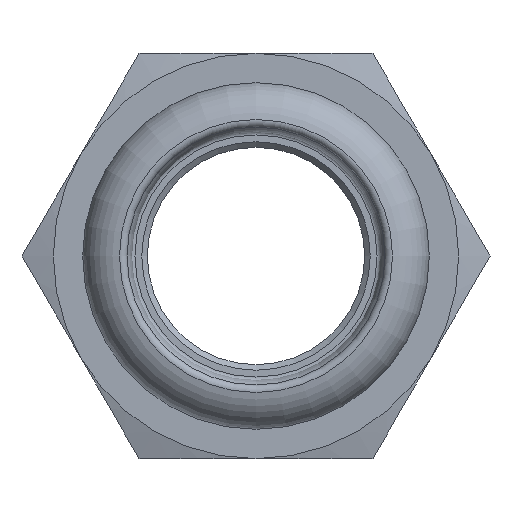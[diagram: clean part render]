
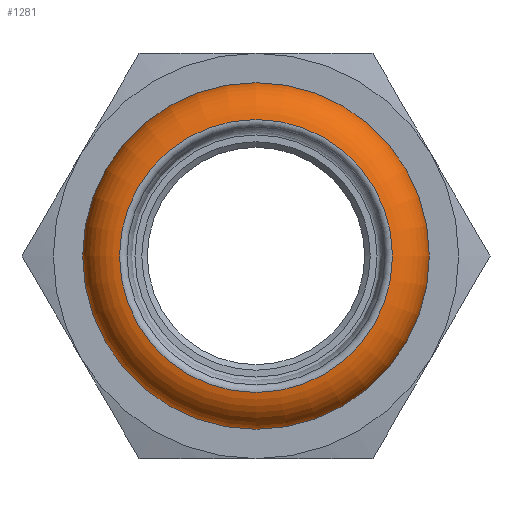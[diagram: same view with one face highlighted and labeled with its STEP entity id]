
A CAD part, front view. The second image highlights one B-rep face of the part: STEP entity #1281.
In plain terms, the highlighted toroidal (fillet/blend) face has major radius 11.646 mm and minor radius 3.759 mm.
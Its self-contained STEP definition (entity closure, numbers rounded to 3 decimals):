
#139=TOROIDAL_SURFACE('',#1393,11.646,3.759);
#149=FACE_OUTER_BOUND('',#234,.T.);
#234=EDGE_LOOP('',(#870,#871,#872,#873,#874,#875));
#412=CIRCLE('',#1394,12.65);
#413=CIRCLE('',#1395,12.65);
#414=CIRCLE('',#1396,3.759);
#415=CIRCLE('',#1397,12.127);
#416=CIRCLE('',#1398,12.127);
#529=VERTEX_POINT('',#2051);
#530=VERTEX_POINT('',#2052);
#531=VERTEX_POINT('',#2055);
#532=VERTEX_POINT('',#2057);
#662=EDGE_CURVE('',#529,#530,#412,.T.);
#663=EDGE_CURVE('',#530,#529,#413,.T.);
#664=EDGE_CURVE('',#530,#531,#414,.T.);
#665=EDGE_CURVE('',#531,#532,#415,.T.);
#666=EDGE_CURVE('',#532,#531,#416,.T.);
#870=ORIENTED_EDGE('',*,*,#662,.F.);
#871=ORIENTED_EDGE('',*,*,#663,.F.);
#872=ORIENTED_EDGE('',*,*,#664,.T.);
#873=ORIENTED_EDGE('',*,*,#665,.T.);
#874=ORIENTED_EDGE('',*,*,#666,.T.);
#875=ORIENTED_EDGE('',*,*,#664,.F.);
#1281=ADVANCED_FACE('',(#149),#139,.T.);
#1393=AXIS2_PLACEMENT_3D('',#2050,#1608,#1609);
#1394=AXIS2_PLACEMENT_3D('',#2053,#1610,#1611);
#1395=AXIS2_PLACEMENT_3D('',#2054,#1612,#1613);
#1396=AXIS2_PLACEMENT_3D('',#2056,#1614,#1615);
#1397=AXIS2_PLACEMENT_3D('',#2058,#1616,#1617);
#1398=AXIS2_PLACEMENT_3D('',#2059,#1618,#1619);
#1608=DIRECTION('center_axis',(0.,1.,0.));
#1609=DIRECTION('ref_axis',(0.,0.,1.));
#1610=DIRECTION('center_axis',(0.,1.,0.));
#1611=DIRECTION('ref_axis',(0.,0.,1.));
#1612=DIRECTION('center_axis',(0.,1.,0.));
#1613=DIRECTION('ref_axis',(0.,0.,1.));
#1614=DIRECTION('center_axis',(-1.,0.,0.));
#1615=DIRECTION('ref_axis',(0.,0.,-1.));
#1616=DIRECTION('center_axis',(0.,1.,0.));
#1617=DIRECTION('ref_axis',(0.,0.,1.));
#1618=DIRECTION('center_axis',(0.,1.,0.));
#1619=DIRECTION('ref_axis',(0.,0.,1.));
#2050=CARTESIAN_POINT('Origin',(0.,3.733,0.));
#2051=CARTESIAN_POINT('',(0.,7.355,12.65));
#2052=CARTESIAN_POINT('',(0.,7.355,-12.65));
#2053=CARTESIAN_POINT('Origin',(0.,7.355,0.));
#2054=CARTESIAN_POINT('Origin',(0.,7.355,0.));
#2055=CARTESIAN_POINT('',(0.,0.005,-12.127));
#2056=CARTESIAN_POINT('Origin',(0.,3.733,-11.646));
#2057=CARTESIAN_POINT('',(0.,0.005,12.127));
#2058=CARTESIAN_POINT('Origin',(0.,0.005,0.));
#2059=CARTESIAN_POINT('Origin',(0.,0.005,0.));
